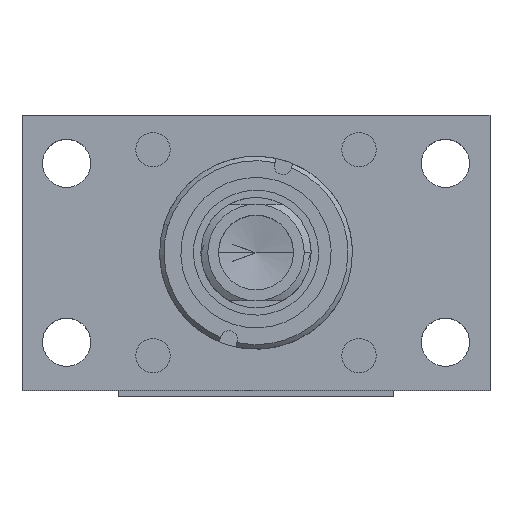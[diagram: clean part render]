
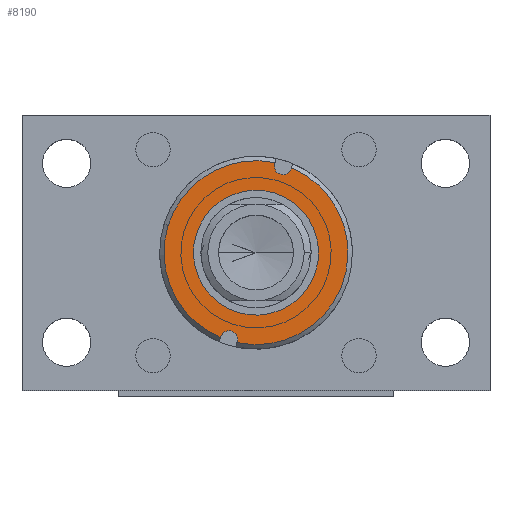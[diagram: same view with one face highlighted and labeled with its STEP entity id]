
A CAD part, top view. The second image highlights one B-rep face of the part: STEP entity #8190.
In plain terms, the highlighted planar face has unit normal (0, 0, 1).
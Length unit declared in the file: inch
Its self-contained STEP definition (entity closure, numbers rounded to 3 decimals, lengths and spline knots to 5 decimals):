
#18 = AXIS2_PLACEMENT_3D ( 'NONE', #5309, #1465, #3438 ) ;
#166 = CARTESIAN_POINT ( 'NONE',  ( 19.98508, 30.63592, -2.69734 ) ) ;
#316 = DIRECTION ( 'NONE',  ( 0., 0., -1. ) ) ;
#336 = VERTEX_POINT ( 'NONE', #5111 ) ;
#341 = LINE ( 'NONE', #6698, #4785 ) ;
#471 = AXIS2_PLACEMENT_3D ( 'NONE', #5234, #1365, #5884 ) ;
#744 = DIRECTION ( 'NONE',  ( 0., -1., 0. ) ) ;
#796 = EDGE_CURVE ( 'NONE', #4208, #5422, #1753, .T. ) ;
#873 = ORIENTED_EDGE ( 'NONE', *, *, #2207, .T. ) ;
#954 = EDGE_CURVE ( 'NONE', #4981, #3418, #4681, .T. ) ;
#1065 = EDGE_LOOP ( 'NONE', ( #2343, #1304 ) ) ;
#1180 = AXIS2_PLACEMENT_3D ( 'NONE', #7205, #5816, #1958 ) ;
#1224 = CARTESIAN_POINT ( 'NONE',  ( 19.33958, 31.45966, -2.69734 ) ) ;
#1304 = ORIENTED_EDGE ( 'NONE', *, *, #3642, .F. ) ;
#1365 = DIRECTION ( 'NONE',  ( 0., 0., 1. ) ) ;
#1416 = DIRECTION ( 'NONE',  ( 0., 0., 1. ) ) ;
#1465 = DIRECTION ( 'NONE',  ( 0., 0., -1. ) ) ;
#1496 = CARTESIAN_POINT ( 'NONE',  ( 19.41758, 30.63592, -2.69734 ) ) ;
#1621 = DIRECTION ( 'NONE',  ( -1., 0., 0. ) ) ;
#1737 = EDGE_LOOP ( 'NONE', ( #3676, #7775, #873, #6666, #1777, #2858, #4829, #2843, #6238 ) ) ;
#1753 = CIRCLE ( 'NONE', #5633, 0.078 ) ;
#1777 = ORIENTED_EDGE ( 'NONE', *, *, #5357, .F. ) ;
#1814 = DIRECTION ( 'NONE',  ( 0., 0., 1. ) ) ;
#1958 = DIRECTION ( 'NONE',  ( 1., 0., 0. ) ) ;
#2207 = EDGE_CURVE ( 'NONE', #4099, #6154, #341, .T. ) ;
#2213 = VECTOR ( 'NONE', #4866, 39.37008 ) ;
#2343 = ORIENTED_EDGE ( 'NONE', *, *, #5031, .F. ) ;
#2483 = VERTEX_POINT ( 'NONE', #166 ) ;
#2579 = AXIS2_PLACEMENT_3D ( 'NONE', #7952, #6004, #7923 ) ;
#2659 = DIRECTION ( 'NONE',  ( 0., 1., 0. ) ) ;
#2717 = CARTESIAN_POINT ( 'NONE',  ( 19.49558, 29.81218, -2.69734 ) ) ;
#2736 = DIRECTION ( 'NONE',  ( 1., 0., 0. ) ) ;
#2835 = CIRCLE ( 'NONE', #471, 0.835 ) ;
#2843 = ORIENTED_EDGE ( 'NONE', *, *, #4545, .T. ) ;
#2858 = ORIENTED_EDGE ( 'NONE', *, *, #954, .T. ) ;
#2898 = CARTESIAN_POINT ( 'NONE',  ( 19.49558, 31.20342, -2.69734 ) ) ;
#3009 = CARTESIAN_POINT ( 'NONE',  ( 18.85008, 30.63592, -2.69734 ) ) ;
#3035 = AXIS2_PLACEMENT_3D ( 'NONE', #3766, #7688, #5132 ) ;
#3046 = CIRCLE ( 'NONE', #4740, 0.835 ) ;
#3146 = CARTESIAN_POINT ( 'NONE',  ( 19.41758, 30.63592, -2.69734 ) ) ;
#3237 = CARTESIAN_POINT ( 'NONE',  ( 19.33958, 31.20342, -2.69734 ) ) ;
#3267 = VECTOR ( 'NONE', #2659, 39.37008 ) ;
#3418 = VERTEX_POINT ( 'NONE', #3742 ) ;
#3438 = DIRECTION ( 'NONE',  ( -1., 0., 0. ) ) ;
#3458 = DIRECTION ( 'NONE',  ( 0., -1., 0. ) ) ;
#3492 = CARTESIAN_POINT ( 'NONE',  ( 19.49558, 31.46727, -2.69734 ) ) ;
#3556 = EDGE_CURVE ( 'NONE', #336, #4099, #2835, .T. ) ;
#3580 = CARTESIAN_POINT ( 'NONE',  ( 19.41758, 29.81218, -2.69734 ) ) ;
#3642 = EDGE_CURVE ( 'NONE', #4204, #2483, #4355, .T. ) ;
#3676 = ORIENTED_EDGE ( 'NONE', *, *, #8383, .F. ) ;
#3742 = CARTESIAN_POINT ( 'NONE',  ( 18.58258, 30.63592, -2.69734 ) ) ;
#3766 = CARTESIAN_POINT ( 'NONE',  ( 19.41758, 30.63592, -2.69734 ) ) ;
#3955 = CIRCLE ( 'NONE', #3035, 0.5675 ) ;
#4099 = VERTEX_POINT ( 'NONE', #3492 ) ;
#4162 = CIRCLE ( 'NONE', #2579, 0.078 ) ;
#4169 = LINE ( 'NONE', #7175, #3267 ) ;
#4204 = VERTEX_POINT ( 'NONE', #3009 ) ;
#4208 = VERTEX_POINT ( 'NONE', #6233 ) ;
#4318 = VERTEX_POINT ( 'NONE', #1224 ) ;
#4355 = CIRCLE ( 'NONE', #5245, 0.5675 ) ;
#4545 = EDGE_CURVE ( 'NONE', #6366, #4208, #4169, .T. ) ;
#4681 = CIRCLE ( 'NONE', #1180, 0.835 ) ;
#4726 = CARTESIAN_POINT ( 'NONE',  ( 19.49558, 31.45966, -2.69734 ) ) ;
#4740 = AXIS2_PLACEMENT_3D ( 'NONE', #3146, #1814, #5039 ) ;
#4785 = VECTOR ( 'NONE', #3458, 39.37008 ) ;
#4829 = ORIENTED_EDGE ( 'NONE', *, *, #6911, .T. ) ;
#4839 = FACE_BOUND ( 'NONE', #1065, .T. ) ;
#4866 = DIRECTION ( 'NONE',  ( 0., 1., 0. ) ) ;
#4963 = CARTESIAN_POINT ( 'NONE',  ( 19.33958, 31.46727, -2.69734 ) ) ;
#4981 = VERTEX_POINT ( 'NONE', #4963 ) ;
#5031 = EDGE_CURVE ( 'NONE', #2483, #4204, #3955, .T. ) ;
#5039 = DIRECTION ( 'NONE',  ( 1., 0., 0. ) ) ;
#5111 = CARTESIAN_POINT ( 'NONE',  ( 19.49558, 29.80457, -2.69734 ) ) ;
#5132 = DIRECTION ( 'NONE',  ( 1., 0., 0. ) ) ;
#5234 = CARTESIAN_POINT ( 'NONE',  ( 19.41758, 30.63592, -2.69734 ) ) ;
#5245 = AXIS2_PLACEMENT_3D ( 'NONE', #1496, #1416, #2736 ) ;
#5309 = CARTESIAN_POINT ( 'NONE',  ( 19.41758, 31.20342, -2.69734 ) ) ;
#5329 = PLANE ( 'NONE',  #18 ) ;
#5357 = EDGE_CURVE ( 'NONE', #4981, #4318, #6309, .T. ) ;
#5422 = VERTEX_POINT ( 'NONE', #2717 ) ;
#5599 = VECTOR ( 'NONE', #744, 39.37008 ) ;
#5633 = AXIS2_PLACEMENT_3D ( 'NONE', #3580, #316, #1621 ) ;
#5764 = FACE_OUTER_BOUND ( 'NONE', #1737, .T. ) ;
#5816 = DIRECTION ( 'NONE',  ( 0., 0., 1. ) ) ;
#5884 = DIRECTION ( 'NONE',  ( 1., 0., 0. ) ) ;
#6004 = DIRECTION ( 'NONE',  ( 0., 0., -1. ) ) ;
#6154 = VERTEX_POINT ( 'NONE', #4726 ) ;
#6233 = CARTESIAN_POINT ( 'NONE',  ( 19.33958, 29.81218, -2.69734 ) ) ;
#6238 = ORIENTED_EDGE ( 'NONE', *, *, #796, .T. ) ;
#6309 = LINE ( 'NONE', #3237, #5599 ) ;
#6366 = VERTEX_POINT ( 'NONE', #7800 ) ;
#6534 = EDGE_CURVE ( 'NONE', #6154, #4318, #4162, .T. ) ;
#6666 = ORIENTED_EDGE ( 'NONE', *, *, #6534, .T. ) ;
#6698 = CARTESIAN_POINT ( 'NONE',  ( 19.49558, 31.20342, -2.69734 ) ) ;
#6911 = EDGE_CURVE ( 'NONE', #3418, #6366, #3046, .T. ) ;
#7175 = CARTESIAN_POINT ( 'NONE',  ( 19.33958, 31.20342, -2.69734 ) ) ;
#7205 = CARTESIAN_POINT ( 'NONE',  ( 19.41758, 30.63592, -2.69734 ) ) ;
#7688 = DIRECTION ( 'NONE',  ( 0., 0., 1. ) ) ;
#7692 = LINE ( 'NONE', #2898, #2213 ) ;
#7775 = ORIENTED_EDGE ( 'NONE', *, *, #3556, .T. ) ;
#7800 = CARTESIAN_POINT ( 'NONE',  ( 19.33958, 29.80457, -2.69734 ) ) ;
#7923 = DIRECTION ( 'NONE',  ( -1., 0., 0. ) ) ;
#7952 = CARTESIAN_POINT ( 'NONE',  ( 19.41758, 31.45966, -2.69734 ) ) ;
#8190 = ADVANCED_FACE ( 'NONE', ( #4839, #5764 ), #5329, .F. ) ;
#8383 = EDGE_CURVE ( 'NONE', #336, #5422, #7692, .T. ) ;
